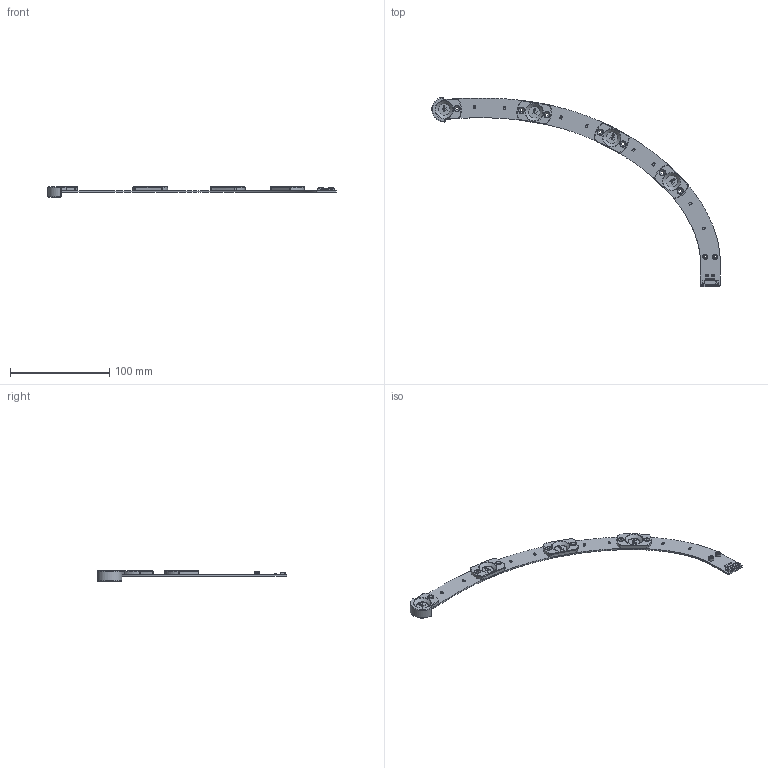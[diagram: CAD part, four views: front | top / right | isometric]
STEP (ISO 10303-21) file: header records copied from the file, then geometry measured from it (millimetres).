
FILE_DESCRIPTION(('Open CASCADE Model'),'2;1');
FILE_NAME('Open CASCADE Shape Model','2023-12-07T14:05:14',('Author'),( 'Open CASCADE'),'Open CASCADE STEP processor 6.8','Open CASCADE 6.8' ,'Unknown');
FILE_SCHEMA(('AUTOMOTIVE_DESIGN { 1 0 10303 214 1 1 1 1 }'));
Length unit declared in the file: millimetre
Products named in the file (59): PCB; Board; Open CASCADE STEP translator 6.8 2.1.1; X1; FFC3B07-10-G; FFC3B07-G_P; FFC3B07_SC; FFC3B07-10_H2; FFC3B07-10_H1; U4; User_Library-hclga_4l; U3; U2; U1; P8; WS2812-0807; P7; P6; P5; P4; P3; P2; P1; M2; SMTSO3030CTJ; M1; C18; User_Library-0603_Cap; C17; C16; C15; C14; C13; C12; C11; C10; C9; C8; C7; C6 ...
Assembly tree (151 placements, depth 4):
  PCB
    Board
      Open CASCADE STEP translator 6.8 2.1.1
    X1
      FFC3B07-10-G
        FFC3B07-G_P  x10
        FFC3B07_SC  x2
        FFC3B07-10_H2
        FFC3B07-10_H1
    U4
      User_Library-hclga_4l
    U3
      User_Library-hclga_4l
    U2
      User_Library-hclga_4l
    U1
      User_Library-hclga_4l
    P8
      WS2812-0807
      WS2812-0807
      WS2812-0807
      WS2812-0807
      WS2812-0807
      WS2812-0807
      WS2812-0807
      WS2812-0807
      WS2812-0807
    P7
      WS2812-0807
      WS2812-0807
      WS2812-0807
      WS2812-0807
      WS2812-0807
      WS2812-0807
      WS2812-0807
      WS2812-0807
      WS2812-0807
    P6
      WS2812-0807
      WS2812-0807
      WS2812-0807
      WS2812-0807
      WS2812-0807
      WS2812-0807
      WS2812-0807
      WS2812-0807
      WS2812-0807
    P5
      WS2812-0807
      WS2812-0807
      WS2812-0807
      WS2812-0807
      WS2812-0807
      WS2812-0807
      WS2812-0807
      WS2812-0807
      WS2812-0807
    P4
      WS2812-0807
      WS2812-0807
Bounding box: 291.2 x 191.02 x 10.2 mm (x, y, z)
Volume: 19331.5 mm3; surface area: 24547.4 mm2
Topology: 147 solids, 147 shells, 6553 faces, 17587 edges, 11377 vertices
Faces by surface type: plane 3206, bspline 2342, cylinder 875, torus 53, extrusion 44, cone 17, sphere 16
Full cylindrical faces by diameter (mm): 0.295 x4, 1.47 x4, 3.2 x14, 4.09 x2, 4.22 x2, 5.212 x2, 12 x4
Entity records: 63986 total; most frequent: CARTESIAN_POINT 17672, ORIENTED_EDGE 8050, DIRECTION 6917, EDGE_CURVE 4025, VECTOR 3075, LINE 3031, VERTEX_POINT 2614, AXIS2_PLACEMENT_3D 1921
